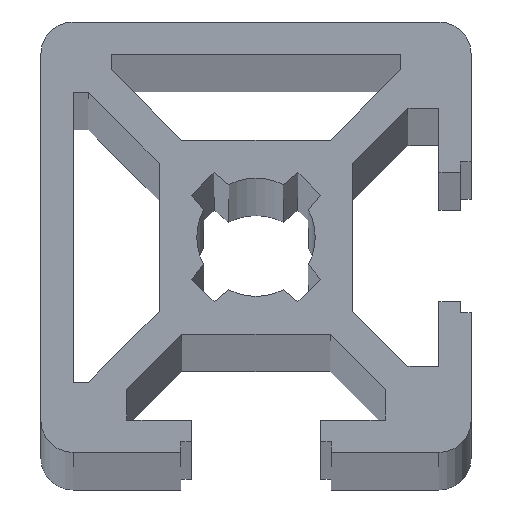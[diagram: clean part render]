
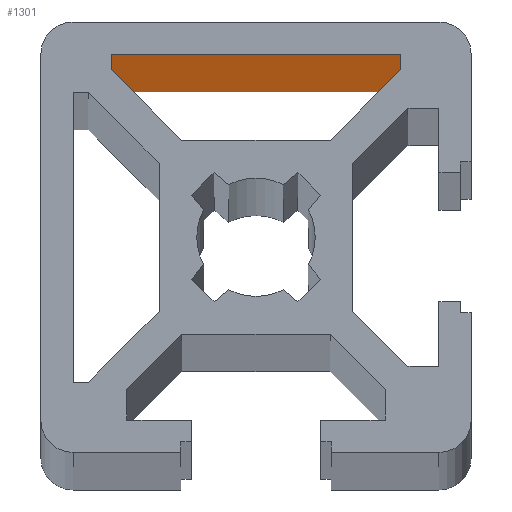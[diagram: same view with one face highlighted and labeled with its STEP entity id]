
A CAD part, top view. The second image highlights one B-rep face of the part: STEP entity #1301.
In plain terms, the highlighted planar face has unit normal (0, -1, 0).
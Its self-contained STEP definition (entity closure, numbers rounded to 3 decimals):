
#49=FACE_OUTER_BOUND('',#115,.T.);
#115=EDGE_LOOP('',(#871,#872,#873,#874));
#194=LINE('',#1833,#370);
#196=LINE('',#1837,#372);
#197=LINE('',#1839,#373);
#198=LINE('',#1840,#374);
#370=VECTOR('',#1486,10.);
#372=VECTOR('',#1490,10.);
#373=VECTOR('',#1491,10.);
#374=VECTOR('',#1492,10.);
#543=VERTEX_POINT('',#1830);
#544=VERTEX_POINT('',#1832);
#545=VERTEX_POINT('',#1836);
#546=VERTEX_POINT('',#1838);
#674=EDGE_CURVE('',#544,#543,#194,.T.);
#676=EDGE_CURVE('',#545,#543,#196,.T.);
#677=EDGE_CURVE('',#545,#546,#197,.T.);
#678=EDGE_CURVE('',#544,#546,#198,.T.);
#871=ORIENTED_EDGE('',*,*,#674,.T.);
#872=ORIENTED_EDGE('',*,*,#676,.F.);
#873=ORIENTED_EDGE('',*,*,#677,.T.);
#874=ORIENTED_EDGE('',*,*,#678,.F.);
#1243=PLANE('',#1387);
#1301=ADVANCED_FACE('',(#49),#1243,.F.);
#1387=AXIS2_PLACEMENT_3D('',#1835,#1488,#1489);
#1486=DIRECTION('',(0.,0.,-1.));
#1488=DIRECTION('center_axis',(0.,1.,0.));
#1489=DIRECTION('ref_axis',(-1.,0.,0.));
#1490=DIRECTION('',(-1.,0.,0.));
#1491=DIRECTION('',(0.,0.,1.));
#1492=DIRECTION('',(1.,0.,0.));
#1830=CARTESIAN_POINT('',(-6.732,8.5,-500.));
#1832=CARTESIAN_POINT('',(-6.732,8.5,500.));
#1833=CARTESIAN_POINT('',(-6.732,8.5,0.));
#1835=CARTESIAN_POINT('Origin',(6.732,8.5,0.));
#1836=CARTESIAN_POINT('',(6.732,8.5,-500.));
#1837=CARTESIAN_POINT('',(3.859,8.5,-500.));
#1838=CARTESIAN_POINT('',(6.732,8.5,500.));
#1839=CARTESIAN_POINT('',(6.732,8.5,0.));
#1840=CARTESIAN_POINT('',(3.859,8.5,500.));
